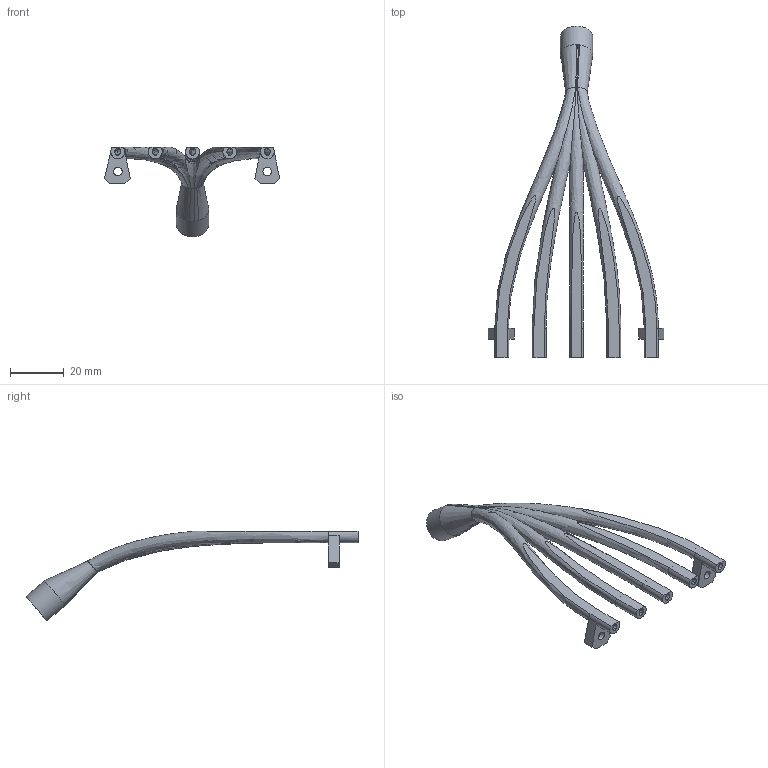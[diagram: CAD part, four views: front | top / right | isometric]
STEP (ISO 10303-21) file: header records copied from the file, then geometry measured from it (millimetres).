
FILE_DESCRIPTION(/* description */ (''),/* implementation_level */ '2;1');
FILE_NAME(/* name */ 'Merger_V2.step',/* time_stamp */ '2021-05-13T00:51:05-04:00',/* author */ (''),/* organization */ (''),/* preprocessor_version */ 'ST-DEVELOPER v18.1',/* originating_system */ 'Autodesk Translation Framework v10.6.0.1341',/* authorisation */ '');
FILE_SCHEMA (('AUTOMOTIVE_DESIGN { 1 0 10303 214 3 1 1 }'));
Length unit declared in the file: millimetre
Products named in the file (1): merger floating design
Bounding box: 65.1 x 123.28 x 33.37 mm (x, y, z)
Volume: 9138.4 mm3; surface area: 12903.9 mm2
Topology: 1 solids, 1 shells, 116 faces, 319 edges, 205 vertices
Faces by surface type: bspline 62, plane 29, cylinder 25
Full cylindrical faces by diameter (mm): 3.2 x2, 4.6 x1, 6 x2, 9.236 x5, 10.147 x5, 12 x1
Entity records: 8192 total; most frequent: CARTESIAN_POINT 5702, ORIENTED_EDGE 638, EDGE_CURVE 319, DIRECTION 289, VERTEX_POINT 205, B_SPLINE_CURVE_WITH_KNOTS 183, EDGE_LOOP 130, FACE_OUTER_BOUND 116
